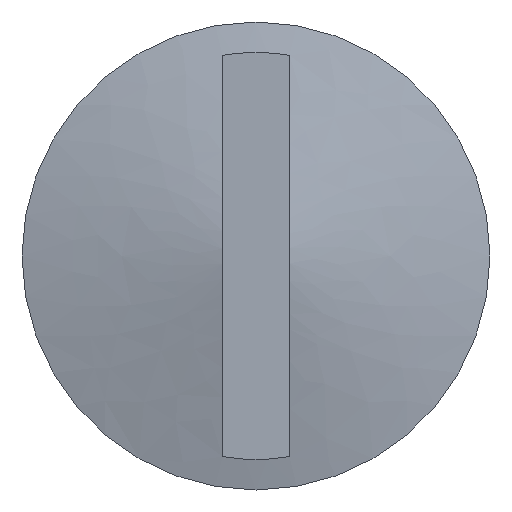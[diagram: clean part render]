
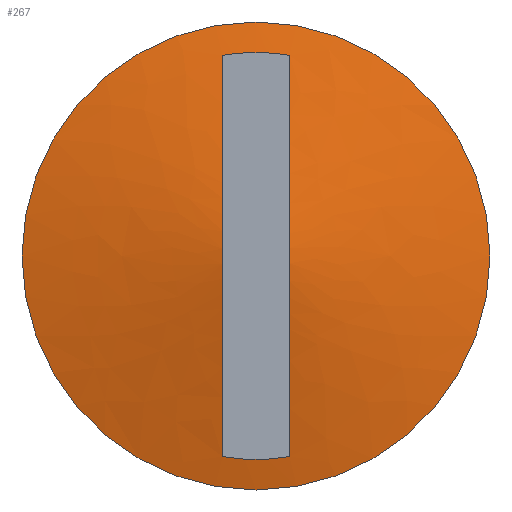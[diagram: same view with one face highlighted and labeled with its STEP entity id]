
A CAD part, left-side view. The second image highlights one B-rep face of the part: STEP entity #267.
In plain terms, the highlighted free-form (B-spline) face has degree [2, 2] with [3, 9] control points.
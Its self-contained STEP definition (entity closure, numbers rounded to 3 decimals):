
#28=(
BOUNDED_CURVE()
B_SPLINE_CURVE(2,(#1031,#1032,#1033),.UNSPECIFIED.,.F.,.F.)
B_SPLINE_CURVE_WITH_KNOTS((3,3),(1.354,1.355),
 .UNSPECIFIED.)
CURVE()
GEOMETRIC_REPRESENTATION_ITEM()
RATIONAL_B_SPLINE_CURVE((1.,1.,1.))
REPRESENTATION_ITEM('')
);
#29=(
BOUNDED_SURFACE()
B_SPLINE_SURFACE(2,2,((#1000,#1001,#1002,#1003,#1004,#1005,#1006,#1007,
#1008),(#1009,#1010,#1011,#1012,#1013,#1014,#1015,#1016,#1017),(#1018,#1019,
#1020,#1021,#1022,#1023,#1024,#1025,#1026)),.UNSPECIFIED.,.F.,.T.,.F.)
B_SPLINE_SURFACE_WITH_KNOTS((3,3),(3,2,2,2,3),(-1.365,-1.354),
(-3.142,-1.571,0.,1.571,3.142),
 .UNSPECIFIED.)
GEOMETRIC_REPRESENTATION_ITEM()
RATIONAL_B_SPLINE_SURFACE(((1.,0.707,1.,0.707,1.,
0.707,1.,0.707,1.),(1.,0.707,
1.,0.707,1.,0.707,
1.,0.707,1.),(1.,0.707,
1.,0.707,1.,0.707,1.,0.707,1.)))
REPRESENTATION_ITEM('')
SURFACE()
);
#69=FACE_OUTER_BOUND('',#91,.T.);
#91=EDGE_LOOP('',(#225,#226,#227,#228,#229,#230,#231,#232,#233));
#110=CIRCLE('',#322,6.06);
#111=CIRCLE('',#323,6.06);
#112=CIRCLE('',#324,6.06);
#115=CIRCLE('',#330,6.97);
#116=CIRCLE('',#331,6.97);
#132=B_SPLINE_CURVE_WITH_KNOTS('',3,(#945,#946,#947,#948,#949,#950,#951,
#952,#953,#954,#955,#956,#957,#958,#959,#960,#961,#962,#963),
 .UNSPECIFIED.,.F.,.F.,(4,2,2,2,3,2,2,2,4),(-0.62,-0.469,
-0.234,-0.117,0.,0.117,0.234,
0.469,0.62),.UNSPECIFIED.);
#133=B_SPLINE_CURVE_WITH_KNOTS('',3,(#968,#969,#970,#971,#972,#973,#974,
#975,#976,#977,#978,#979,#980,#981,#982,#983,#984,#985,#986),
 .UNSPECIFIED.,.F.,.F.,(4,2,2,2,3,2,2,2,4),(-0.62,-0.469,
-0.234,-0.117,0.,0.117,0.234,
0.469,0.62),.UNSPECIFIED.);
#143=VERTEX_POINT('',#943);
#144=VERTEX_POINT('',#944);
#145=VERTEX_POINT('',#966);
#146=VERTEX_POINT('',#967);
#147=VERTEX_POINT('',#989);
#150=VERTEX_POINT('',#1027);
#151=VERTEX_POINT('',#1028);
#171=EDGE_CURVE('',#143,#144,#132,.T.);
#173=EDGE_CURVE('',#145,#146,#133,.T.);
#175=EDGE_CURVE('',#146,#147,#110,.T.);
#176=EDGE_CURVE('',#144,#145,#111,.T.);
#177=EDGE_CURVE('',#147,#143,#112,.T.);
#180=EDGE_CURVE('',#150,#151,#115,.T.);
#181=EDGE_CURVE('',#151,#150,#116,.T.);
#182=EDGE_CURVE('',#151,#147,#28,.T.);
#225=ORIENTED_EDGE('',*,*,#180,.F.);
#226=ORIENTED_EDGE('',*,*,#181,.F.);
#227=ORIENTED_EDGE('',*,*,#182,.T.);
#228=ORIENTED_EDGE('',*,*,#177,.T.);
#229=ORIENTED_EDGE('',*,*,#171,.T.);
#230=ORIENTED_EDGE('',*,*,#176,.T.);
#231=ORIENTED_EDGE('',*,*,#173,.T.);
#232=ORIENTED_EDGE('',*,*,#175,.T.);
#233=ORIENTED_EDGE('',*,*,#182,.F.);
#267=ADVANCED_FACE('',(#69),#29,.F.);
#322=AXIS2_PLACEMENT_3D('',#990,#377,#378);
#323=AXIS2_PLACEMENT_3D('',#991,#379,#380);
#324=AXIS2_PLACEMENT_3D('',#992,#381,#382);
#330=AXIS2_PLACEMENT_3D('',#1029,#393,#394);
#331=AXIS2_PLACEMENT_3D('',#1030,#395,#396);
#377=DIRECTION('center_axis',(1.,0.,0.));
#378=DIRECTION('ref_axis',(0.,0.,-1.));
#379=DIRECTION('center_axis',(1.,0.,0.));
#380=DIRECTION('ref_axis',(0.,0.,-1.));
#381=DIRECTION('center_axis',(1.,0.,0.));
#382=DIRECTION('ref_axis',(0.,0.,-1.));
#393=DIRECTION('center_axis',(1.,0.,0.));
#394=DIRECTION('ref_axis',(0.,0.,-1.));
#395=DIRECTION('center_axis',(1.,0.,0.));
#396=DIRECTION('ref_axis',(0.,0.,-1.));
#943=CARTESIAN_POINT('',(-6.3,-1.,5.977));
#944=CARTESIAN_POINT('',(-6.3,-1.,-5.977));
#945=CARTESIAN_POINT('Ctrl Pts',(-6.3,-1.,5.977));
#946=CARTESIAN_POINT('Ctrl Pts',(-6.405,-1.,5.492));
#947=CARTESIAN_POINT('Ctrl Pts',(-6.508,-1.,5.008));
#948=CARTESIAN_POINT('Ctrl Pts',(-6.768,-1.,3.775));
#949=CARTESIAN_POINT('Ctrl Pts',(-6.924,-1.,3.027));
#950=CARTESIAN_POINT('Ctrl Pts',(-7.142,-1.,1.902));
#951=CARTESIAN_POINT('Ctrl Pts',(-7.213,-1.,1.527));
#952=CARTESIAN_POINT('Ctrl Pts',(-7.332,-1.,0.771));
#953=CARTESIAN_POINT('Ctrl Pts',(-7.382,-1.,0.391));
#954=CARTESIAN_POINT('Ctrl Pts',(-7.382,-1.,0.));
#955=CARTESIAN_POINT('Ctrl Pts',(-7.382,-1.,-0.391));
#956=CARTESIAN_POINT('Ctrl Pts',(-7.332,-1.,-0.771));
#957=CARTESIAN_POINT('Ctrl Pts',(-7.213,-1.,-1.527));
#958=CARTESIAN_POINT('Ctrl Pts',(-7.142,-1.,-1.902));
#959=CARTESIAN_POINT('Ctrl Pts',(-6.924,-1.,-3.027));
#960=CARTESIAN_POINT('Ctrl Pts',(-6.768,-1.,-3.775));
#961=CARTESIAN_POINT('Ctrl Pts',(-6.508,-1.,-5.008));
#962=CARTESIAN_POINT('Ctrl Pts',(-6.405,-1.,-5.492));
#963=CARTESIAN_POINT('Ctrl Pts',(-6.3,-1.,-5.977));
#966=CARTESIAN_POINT('',(-6.3,1.,-5.977));
#967=CARTESIAN_POINT('',(-6.3,1.,5.977));
#968=CARTESIAN_POINT('Ctrl Pts',(-6.3,1.,-5.977));
#969=CARTESIAN_POINT('Ctrl Pts',(-6.405,1.,-5.492));
#970=CARTESIAN_POINT('Ctrl Pts',(-6.508,1.,-5.008));
#971=CARTESIAN_POINT('Ctrl Pts',(-6.768,1.,-3.775));
#972=CARTESIAN_POINT('Ctrl Pts',(-6.924,1.,-3.027));
#973=CARTESIAN_POINT('Ctrl Pts',(-7.142,1.,-1.902));
#974=CARTESIAN_POINT('Ctrl Pts',(-7.213,1.,-1.527));
#975=CARTESIAN_POINT('Ctrl Pts',(-7.332,1.,-0.771));
#976=CARTESIAN_POINT('Ctrl Pts',(-7.382,1.,-0.391));
#977=CARTESIAN_POINT('Ctrl Pts',(-7.382,1.,0.));
#978=CARTESIAN_POINT('Ctrl Pts',(-7.382,1.,0.391));
#979=CARTESIAN_POINT('Ctrl Pts',(-7.332,1.,0.771));
#980=CARTESIAN_POINT('Ctrl Pts',(-7.213,1.,1.527));
#981=CARTESIAN_POINT('Ctrl Pts',(-7.142,1.,1.902));
#982=CARTESIAN_POINT('Ctrl Pts',(-6.924,1.,3.027));
#983=CARTESIAN_POINT('Ctrl Pts',(-6.768,1.,3.775));
#984=CARTESIAN_POINT('Ctrl Pts',(-6.508,1.,5.008));
#985=CARTESIAN_POINT('Ctrl Pts',(-6.405,1.,5.492));
#986=CARTESIAN_POINT('Ctrl Pts',(-6.3,1.,5.977));
#989=CARTESIAN_POINT('',(-6.3,0.,6.06));
#990=CARTESIAN_POINT('Origin',(-6.3,0.,0.));
#991=CARTESIAN_POINT('Origin',(-6.3,0.,0.));
#992=CARTESIAN_POINT('Origin',(-6.3,0.,0.));
#1000=CARTESIAN_POINT('Ctrl Pts',(-7.382,0.,1.));
#1001=CARTESIAN_POINT('Ctrl Pts',(-7.382,-1.,1.));
#1002=CARTESIAN_POINT('Ctrl Pts',(-7.382,-1.,0.));
#1003=CARTESIAN_POINT('Ctrl Pts',(-7.382,-1.,-1.));
#1004=CARTESIAN_POINT('Ctrl Pts',(-7.382,0.,-1.));
#1005=CARTESIAN_POINT('Ctrl Pts',(-7.382,1.,-1.));
#1006=CARTESIAN_POINT('Ctrl Pts',(-7.382,1.,0.));
#1007=CARTESIAN_POINT('Ctrl Pts',(-7.382,1.,1.));
#1008=CARTESIAN_POINT('Ctrl Pts',(-7.382,0.,1.));
#1009=CARTESIAN_POINT('Ctrl Pts',(-6.758,0.,3.989));
#1010=CARTESIAN_POINT('Ctrl Pts',(-6.758,-3.989,3.989));
#1011=CARTESIAN_POINT('Ctrl Pts',(-6.758,-3.989,0.));
#1012=CARTESIAN_POINT('Ctrl Pts',(-6.758,-3.989,-3.989));
#1013=CARTESIAN_POINT('Ctrl Pts',(-6.758,0.,-3.989));
#1014=CARTESIAN_POINT('Ctrl Pts',(-6.758,3.989,-3.989));
#1015=CARTESIAN_POINT('Ctrl Pts',(-6.758,3.989,0.));
#1016=CARTESIAN_POINT('Ctrl Pts',(-6.758,3.989,3.989));
#1017=CARTESIAN_POINT('Ctrl Pts',(-6.758,0.,3.989));
#1018=CARTESIAN_POINT('Ctrl Pts',(-6.1,0.,6.97));
#1019=CARTESIAN_POINT('Ctrl Pts',(-6.1,-6.97,6.97));
#1020=CARTESIAN_POINT('Ctrl Pts',(-6.1,-6.97,0.));
#1021=CARTESIAN_POINT('Ctrl Pts',(-6.1,-6.97,-6.97));
#1022=CARTESIAN_POINT('Ctrl Pts',(-6.1,0.,-6.97));
#1023=CARTESIAN_POINT('Ctrl Pts',(-6.1,6.97,-6.97));
#1024=CARTESIAN_POINT('Ctrl Pts',(-6.1,6.97,0.));
#1025=CARTESIAN_POINT('Ctrl Pts',(-6.1,6.97,6.97));
#1026=CARTESIAN_POINT('Ctrl Pts',(-6.1,0.,6.97));
#1027=CARTESIAN_POINT('',(-6.1,6.97,0.));
#1028=CARTESIAN_POINT('',(-6.1,0.,6.97));
#1029=CARTESIAN_POINT('Origin',(-6.1,0.,0.));
#1030=CARTESIAN_POINT('Origin',(-6.1,0.,0.));
#1031=CARTESIAN_POINT('Ctrl Pts',(-6.1,0.,6.97));
#1032=CARTESIAN_POINT('Ctrl Pts',(-6.2,0.,6.515));
#1033=CARTESIAN_POINT('Ctrl Pts',(-6.3,0.,6.06));
